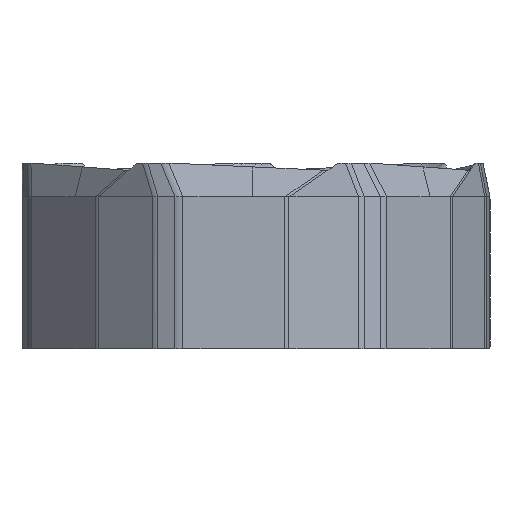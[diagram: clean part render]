
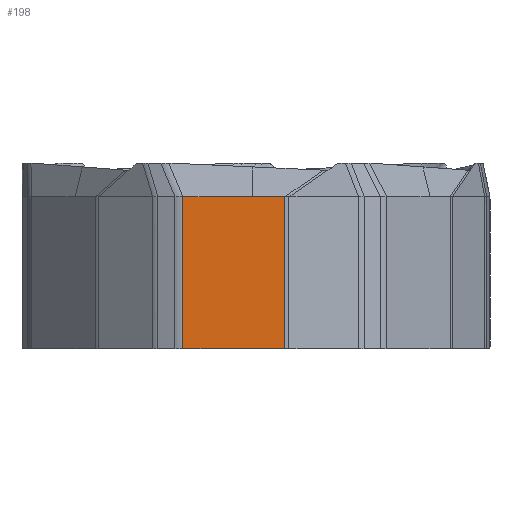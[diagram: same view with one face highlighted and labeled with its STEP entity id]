
A CAD part, left-side view. The second image highlights one B-rep face of the part: STEP entity #198.
In plain terms, the highlighted planar face has unit normal (-1, 0, 0).
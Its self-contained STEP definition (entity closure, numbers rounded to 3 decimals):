
#198=ADVANCED_FACE('',(#367),#266,.T.);
#266=PLANE('',#2126);
#367=FACE_OUTER_BOUND('',#472,.T.);
#472=EDGE_LOOP('',(#1220,#1221,#1222,#1223,#1224));
#534=LINE('',#10990,#639);
#535=LINE('',#11383,#640);
#587=LINE('',#13189,#707);
#588=LINE('',#13234,#709);
#589=LINE('',#13236,#710);
#639=VECTOR('',#2258,1.);
#640=VECTOR('',#2265,1.);
#707=VECTOR('',#2370,1.);
#709=VECTOR('',#2372,1.);
#710=VECTOR('',#2373,1.);
#1220=ORIENTED_EDGE('',*,*,#1705,.F.);
#1221=ORIENTED_EDGE('',*,*,#1721,.F.);
#1222=ORIENTED_EDGE('',*,*,#1798,.T.);
#1223=ORIENTED_EDGE('',*,*,#1799,.T.);
#1224=ORIENTED_EDGE('',*,*,#1796,.F.);
#1456=VERTEX_POINT('',#10818);
#1457=VERTEX_POINT('',#10989);
#1469=VERTEX_POINT('',#11382);
#1508=VERTEX_POINT('',#13190);
#1509=VERTEX_POINT('',#13235);
#1705=EDGE_CURVE('',#1457,#1456,#534,.T.);
#1721=EDGE_CURVE('',#1469,#1457,#535,.T.);
#1796=EDGE_CURVE('',#1456,#1508,#587,.T.);
#1798=EDGE_CURVE('',#1469,#1509,#588,.T.);
#1799=EDGE_CURVE('',#1509,#1508,#589,.T.);
#2126=AXIS2_PLACEMENT_3D('',#13237,#2374,#2375);
#2258=DIRECTION('',(0.,-1.,0.));
#2265=DIRECTION('',(0.,-1.,0.));
#2370=DIRECTION('',(0.,0.,-1.));
#2372=DIRECTION('',(0.,0.,-1.));
#2373=DIRECTION('',(0.,-1.,0.));
#2374=DIRECTION('',(-1.,0.,0.));
#2375=DIRECTION('',(0.,-1.,0.));
#10818=CARTESIAN_POINT('',(-11.,-1.56,-1.635));
#10989=CARTESIAN_POINT('',(-11.,0.,-1.635));
#10990=CARTESIAN_POINT('',(-11.,0.424,-1.635));
#11382=CARTESIAN_POINT('',(-11.,3.381,-1.635));
#11383=CARTESIAN_POINT('',(-11.,0.183,-1.635));
#13189=CARTESIAN_POINT('',(-11.,-1.56,0.45));
#13190=CARTESIAN_POINT('',(-11.,-1.56,-9.));
#13234=CARTESIAN_POINT('',(-11.,3.381,0.45));
#13235=CARTESIAN_POINT('',(-11.,3.381,-9.));
#13236=CARTESIAN_POINT('',(-11.,0.,-9.));
#13237=CARTESIAN_POINT('',(-11.,-1.56,0.45));
